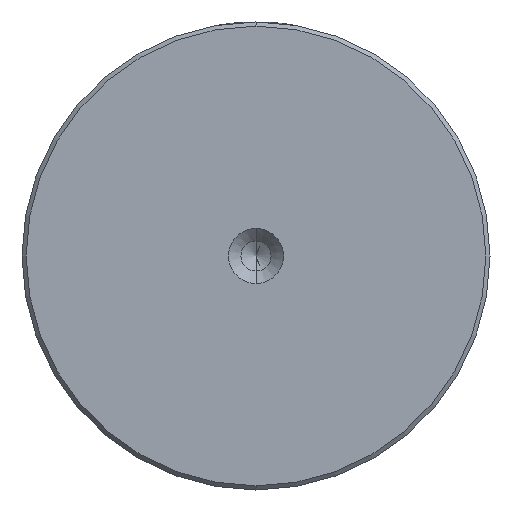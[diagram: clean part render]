
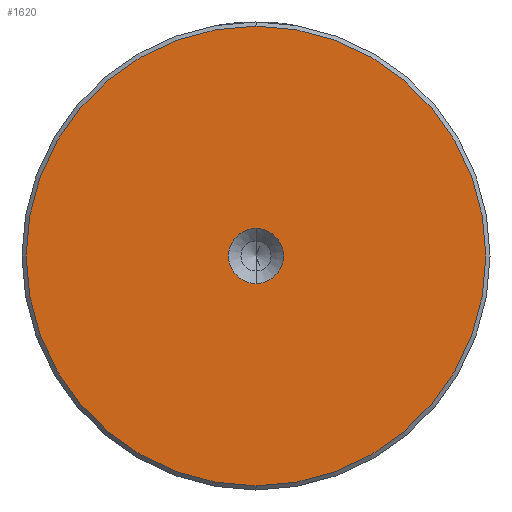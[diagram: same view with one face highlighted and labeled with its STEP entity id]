
A CAD part, left-side view. The second image highlights one B-rep face of the part: STEP entity #1620.
In plain terms, the highlighted planar face has unit normal (-1, 0, 0).
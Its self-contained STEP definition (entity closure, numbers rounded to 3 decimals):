
#2 = CARTESIAN_POINT ( 'NONE',  ( 0., 0., 0. ) ) ;
#56 = VERTEX_POINT ( 'NONE', #254 ) ;
#123 = DIRECTION ( 'NONE',  ( -1., 0., 0. ) ) ;
#128 = ORIENTED_EDGE ( 'NONE', *, *, #1611, .F. ) ;
#131 = AXIS2_PLACEMENT_3D ( 'NONE', #1461, #359, #1632 ) ;
#144 = DIRECTION ( 'NONE',  ( -1., 0., 0. ) ) ;
#254 = CARTESIAN_POINT ( 'NONE',  ( 0., 0., 3.3 ) ) ;
#359 = DIRECTION ( 'NONE',  ( -1., 0., 0. ) ) ;
#361 = ORIENTED_EDGE ( 'NONE', *, *, #1077, .T. ) ;
#429 = CIRCLE ( 'NONE', #1645, 27.5 ) ;
#530 = CIRCLE ( 'NONE', #2165, 3.3 ) ;
#753 = ORIENTED_EDGE ( 'NONE', *, *, #2291, .F. ) ;
#790 = VERTEX_POINT ( 'NONE', #1954 ) ;
#792 = AXIS2_PLACEMENT_3D ( 'NONE', #1757, #1950, #868 ) ;
#805 = CARTESIAN_POINT ( 'NONE',  ( 0., 0., -3.3 ) ) ;
#868 = DIRECTION ( 'NONE',  ( 0., 0., 1. ) ) ;
#1077 = EDGE_CURVE ( 'NONE', #1869, #790, #2271, .T. ) ;
#1099 = ORIENTED_EDGE ( 'NONE', *, *, #2197, .T. ) ;
#1140 = AXIS2_PLACEMENT_3D ( 'NONE', #2, #2189, #2181 ) ;
#1229 = CARTESIAN_POINT ( 'NONE',  ( 0., 0., 0. ) ) ;
#1253 = CARTESIAN_POINT ( 'NONE',  ( 0., 0., 0. ) ) ;
#1294 = CIRCLE ( 'NONE', #131, 3.3 ) ;
#1413 = DIRECTION ( 'NONE',  ( 0., 0., 1. ) ) ;
#1430 = FACE_BOUND ( 'NONE', #1505, .T. ) ;
#1439 = DIRECTION ( 'NONE',  ( 0., 0., 1. ) ) ;
#1461 = CARTESIAN_POINT ( 'NONE',  ( 0., 0., 0. ) ) ;
#1476 = VERTEX_POINT ( 'NONE', #805 ) ;
#1505 = EDGE_LOOP ( 'NONE', ( #753, #128 ) ) ;
#1526 = EDGE_LOOP ( 'NONE', ( #1099, #361 ) ) ;
#1595 = PLANE ( 'NONE',  #792 ) ;
#1611 = EDGE_CURVE ( 'NONE', #1476, #56, #530, .T. ) ;
#1620 = ADVANCED_FACE ( 'NONE', ( #1897, #1430 ), #1595, .T. ) ;
#1632 = DIRECTION ( 'NONE',  ( 0., 0., 1. ) ) ;
#1645 = AXIS2_PLACEMENT_3D ( 'NONE', #1253, #144, #1439 ) ;
#1757 = CARTESIAN_POINT ( 'NONE',  ( 0., 0., 0. ) ) ;
#1869 = VERTEX_POINT ( 'NONE', #2027 ) ;
#1897 = FACE_OUTER_BOUND ( 'NONE', #1526, .T. ) ;
#1950 = DIRECTION ( 'NONE',  ( -1., 0., 0. ) ) ;
#1954 = CARTESIAN_POINT ( 'NONE',  ( 0., 0., -27.5 ) ) ;
#2027 = CARTESIAN_POINT ( 'NONE',  ( 0., 0., 27.5 ) ) ;
#2165 = AXIS2_PLACEMENT_3D ( 'NONE', #1229, #123, #1413 ) ;
#2181 = DIRECTION ( 'NONE',  ( 0., 0., 1. ) ) ;
#2189 = DIRECTION ( 'NONE',  ( -1., 0., 0. ) ) ;
#2197 = EDGE_CURVE ( 'NONE', #790, #1869, #429, .T. ) ;
#2271 = CIRCLE ( 'NONE', #1140, 27.5 ) ;
#2291 = EDGE_CURVE ( 'NONE', #56, #1476, #1294, .T. ) ;
